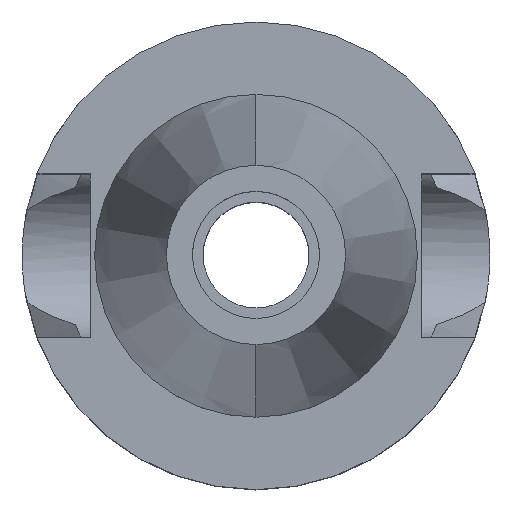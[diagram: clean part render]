
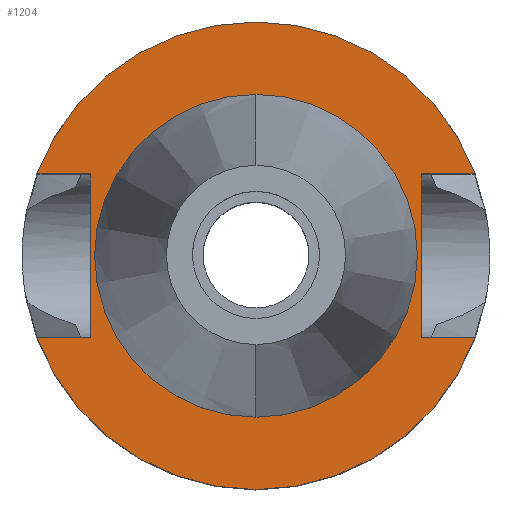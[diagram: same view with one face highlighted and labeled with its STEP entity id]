
A CAD part, top view. The second image highlights one B-rep face of the part: STEP entity #1204.
In plain terms, the highlighted planar face has unit normal (0, 0, 1).
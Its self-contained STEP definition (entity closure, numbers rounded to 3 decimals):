
#94=DIRECTION('',(0.,1.,0.));
#95=VECTOR('',#94,16.1);
#96=CARTESIAN_POINT('',(-16.3,-8.05,-1.));
#97=LINE('',#96,#95);
#101=DIRECTION('',(-1.,0.,0.));
#102=VECTOR('',#101,5.245);
#103=CARTESIAN_POINT('',(-16.3,8.05,-1.));
#104=LINE('',#103,#102);
#108=CARTESIAN_POINT('',(0.,0.,-1.));
#109=DIRECTION('',(0.,0.,-1.));
#110=DIRECTION('',(-0.937,0.35,0.));
#111=AXIS2_PLACEMENT_3D('',#108,#109,#110);
#116=CARTESIAN_POINT('',(0.,0.,-1.));
#117=DIRECTION('',(0.,0.,-1.));
#118=DIRECTION('',(0.,1.,0.));
#119=AXIS2_PLACEMENT_3D('',#116,#117,#118);
#124=DIRECTION('',(0.,-1.,0.));
#125=VECTOR('',#124,16.1);
#126=CARTESIAN_POINT('',(16.3,8.05,-1.));
#127=LINE('',#126,#125);
#131=DIRECTION('',(1.,0.,0.));
#132=VECTOR('',#131,5.245);
#133=CARTESIAN_POINT('',(16.3,-8.05,-1.));
#134=LINE('',#133,#132);
#138=CARTESIAN_POINT('',(0.,0.,-1.));
#139=DIRECTION('',(0.,0.,-1.));
#140=DIRECTION('',(0.937,-0.35,0.));
#141=AXIS2_PLACEMENT_3D('',#138,#139,#140);
#146=CARTESIAN_POINT('',(0.,0.,-1.));
#147=DIRECTION('',(0.,0.,-1.));
#148=DIRECTION('',(0.,-1.,0.));
#149=AXIS2_PLACEMENT_3D('',#146,#147,#148);
#154=CARTESIAN_POINT('',(0.,0.,-1.));
#155=DIRECTION('',(0.,0.,1.));
#156=DIRECTION('',(0.,-1.,0.));
#157=AXIS2_PLACEMENT_3D('',#154,#155,#156);
#162=CARTESIAN_POINT('',(0.,0.,-1.));
#163=DIRECTION('',(0.,0.,1.));
#164=DIRECTION('',(0.,1.,0.));
#165=AXIS2_PLACEMENT_3D('',#162,#163,#164);
#210=DIRECTION('',(-1.,0.,0.));
#211=VECTOR('',#210,5.245);
#212=CARTESIAN_POINT('',(-16.3,-8.05,-1.));
#213=LINE('',#212,#211);
#333=DIRECTION('',(1.,0.,0.));
#334=VECTOR('',#333,5.245);
#335=CARTESIAN_POINT('',(16.3,8.05,-1.));
#336=LINE('',#335,#334);
#1071=CARTESIAN_POINT('',(-16.3,-8.05,-1.));
#1072=VERTEX_POINT('',#1071);
#1073=CARTESIAN_POINT('',(-21.545,-8.05,-1.));
#1074=VERTEX_POINT('',#1073);
#1075=CARTESIAN_POINT('',(-16.3,8.05,-1.));
#1076=VERTEX_POINT('',#1075);
#1077=CARTESIAN_POINT('',(-21.545,8.05,-1.));
#1078=VERTEX_POINT('',#1077);
#1079=CARTESIAN_POINT('',(0.,23.,-1.));
#1080=CARTESIAN_POINT('',(21.545,8.05,-1.));
#1081=VERTEX_POINT('',#1079);
#1082=VERTEX_POINT('',#1080);
#1083=CARTESIAN_POINT('',(16.3,8.05,-1.));
#1084=VERTEX_POINT('',#1083);
#1085=CARTESIAN_POINT('',(16.3,-8.05,-1.));
#1086=VERTEX_POINT('',#1085);
#1087=CARTESIAN_POINT('',(21.545,-8.05,-1.));
#1088=VERTEX_POINT('',#1087);
#1089=CARTESIAN_POINT('',(0.,-23.,-1.));
#1090=VERTEX_POINT('',#1089);
#1091=CARTESIAN_POINT('',(0.,-15.875,-1.));
#1092=CARTESIAN_POINT('',(0.,15.875,-1.));
#1093=VERTEX_POINT('',#1091);
#1094=VERTEX_POINT('',#1092);
#1173=CARTESIAN_POINT('',(0.,0.,-1.));
#1174=DIRECTION('',(0.,0.,-1.));
#1175=DIRECTION('',(0.,-1.,0.));
#1176=AXIS2_PLACEMENT_3D('',#1173,#1174,#1175);
#1177=PLANE('',#1176);
#1179=ORIENTED_EDGE('',*,*,#1178,.T.);
#1181=ORIENTED_EDGE('',*,*,#1180,.T.);
#1183=ORIENTED_EDGE('',*,*,#1182,.T.);
#1185=ORIENTED_EDGE('',*,*,#1184,.T.);
#1187=ORIENTED_EDGE('',*,*,#1186,.F.);
#1189=ORIENTED_EDGE('',*,*,#1188,.T.);
#1191=ORIENTED_EDGE('',*,*,#1190,.T.);
#1193=ORIENTED_EDGE('',*,*,#1192,.T.);
#1195=ORIENTED_EDGE('',*,*,#1194,.T.);
#1197=ORIENTED_EDGE('',*,*,#1196,.F.);
#1198=EDGE_LOOP('',(#1179,#1181,#1183,#1185,#1187,#1189,#1191,#1193,#1195,
#1197));
#1199=FACE_OUTER_BOUND('',#1198,.F.);
#1200=ORIENTED_EDGE('',*,*,#1152,.T.);
#1201=ORIENTED_EDGE('',*,*,#1168,.T.);
#1202=EDGE_LOOP('',(#1200,#1201));
#1203=FACE_BOUND('',#1202,.F.);
#112=CIRCLE('',#111,23.);
#120=CIRCLE('',#119,23.);
#142=CIRCLE('',#141,23.);
#150=CIRCLE('',#149,23.);
#158=CIRCLE('',#157,15.875);
#166=CIRCLE('',#165,15.875);
#1152=EDGE_CURVE('',#1093,#1094,#158,.T.);
#1168=EDGE_CURVE('',#1094,#1093,#166,.T.);
#1178=EDGE_CURVE('',#1072,#1076,#97,.T.);
#1180=EDGE_CURVE('',#1076,#1078,#104,.T.);
#1182=EDGE_CURVE('',#1078,#1081,#112,.T.);
#1184=EDGE_CURVE('',#1081,#1082,#120,.T.);
#1186=EDGE_CURVE('',#1084,#1082,#336,.T.);
#1188=EDGE_CURVE('',#1084,#1086,#127,.T.);
#1190=EDGE_CURVE('',#1086,#1088,#134,.T.);
#1192=EDGE_CURVE('',#1088,#1090,#142,.T.);
#1194=EDGE_CURVE('',#1090,#1074,#150,.T.);
#1196=EDGE_CURVE('',#1072,#1074,#213,.T.);
#1204=ADVANCED_FACE('',(#1199,#1203),#1177,.F.);
